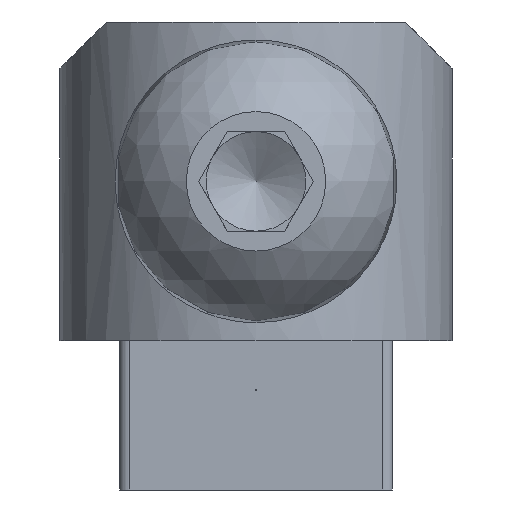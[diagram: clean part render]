
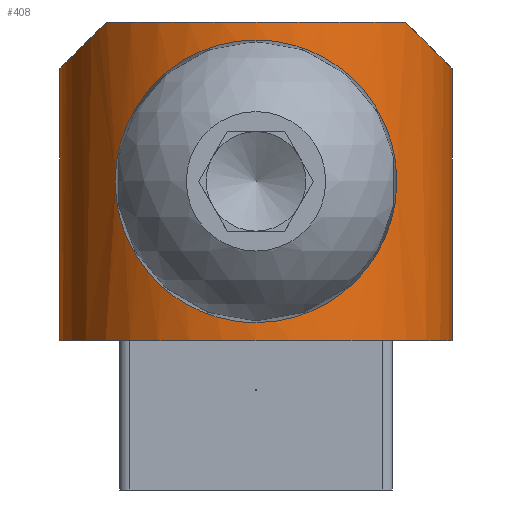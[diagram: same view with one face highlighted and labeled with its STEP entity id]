
A CAD part, left-side view. The second image highlights one B-rep face of the part: STEP entity #408.
In plain terms, the highlighted cylindrical face has radius 9.85 mm (diameter 19.7 mm), a full revolution.
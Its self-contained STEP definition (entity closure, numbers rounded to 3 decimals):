
#112=CARTESIAN_POINT('',(9.023,3.95,2.0));
#113=VERTEX_POINT('',#112);
#114=CARTESIAN_POINT('',(9.023,-3.95,2.0));
#115=VERTEX_POINT('',#114);
#116=CARTESIAN_POINT('',(0.0,0.0,2.0));
#117=DIRECTION('',(0.0,0.0,-1.0));
#118=DIRECTION('',(-1.0,0.0,0.0));
#119=AXIS2_PLACEMENT_3D('',#116,#117,#118);
#120=CIRCLE('',#119,9.85);
#121=EDGE_CURVE('',#113,#115,#120,.T.);
#207=CARTESIAN_POINT('',(-9.85,0.,0.904));
#208=VERTEX_POINT('',#207);
#209=CARTESIAN_POINT('',(-9.85,0.,15.096));
#210=VERTEX_POINT('',#209);
#211=CARTESIAN_POINT('',(-9.85,0.,0.904));
#212=CARTESIAN_POINT('',(-9.85,-0.929,0.904));
#213=CARTESIAN_POINT('',(-9.708,-1.897,1.099));
#214=CARTESIAN_POINT('',(-9.199,-3.636,1.84));
#215=CARTESIAN_POINT('',(-8.836,-4.408,2.385));
#216=CARTESIAN_POINT('',(-8.118,-5.624,3.611));
#217=CARTESIAN_POINT('',(-7.706,-6.154,4.383));
#218=CARTESIAN_POINT('',(-7.069,-6.877,6.105));
#219=CARTESIAN_POINT('',(-6.859,-7.07,7.06));
#220=CARTESIAN_POINT('',(-6.859,-7.07,8.0));
#221=CARTESIAN_POINT('',(-6.859,-7.07,8.94));
#222=CARTESIAN_POINT('',(-7.069,-6.877,9.895));
#223=CARTESIAN_POINT('',(-7.706,-6.154,11.617));
#224=CARTESIAN_POINT('',(-8.118,-5.624,12.389));
#225=CARTESIAN_POINT('',(-8.836,-4.408,13.615));
#226=CARTESIAN_POINT('',(-9.199,-3.636,14.16));
#227=CARTESIAN_POINT('',(-9.708,-1.897,14.901));
#228=CARTESIAN_POINT('',(-9.85,-0.929,15.096));
#229=CARTESIAN_POINT('',(-9.85,0.,15.096));
#230=B_SPLINE_CURVE_WITH_KNOTS('',3,(#211,#212,#213,#214,#215,#216,#217,#218,#219,#220,#221,#222,#223,#224,#225,#226,#227,#228,#229),.UNSPECIFIED.,.F.,.U.,(4,2,2,2,3,2,2,2,4),(-1.122,-0.843,-0.564,-0.282,0.0,0.282,0.564,0.843,1.122),.UNSPECIFIED.);
#231=EDGE_CURVE('',#208,#210,#230,.T.);
#233=CARTESIAN_POINT('',(-9.85,0.,15.096));
#234=CARTESIAN_POINT('',(-9.85,0.929,15.096));
#235=CARTESIAN_POINT('',(-9.708,1.897,14.901));
#236=CARTESIAN_POINT('',(-9.199,3.636,14.16));
#237=CARTESIAN_POINT('',(-8.836,4.408,13.615));
#238=CARTESIAN_POINT('',(-8.118,5.624,12.389));
#239=CARTESIAN_POINT('',(-7.706,6.154,11.617));
#240=CARTESIAN_POINT('',(-7.069,6.877,9.895));
#241=CARTESIAN_POINT('',(-6.859,7.07,8.94));
#242=CARTESIAN_POINT('',(-6.859,7.07,7.06));
#243=CARTESIAN_POINT('',(-7.069,6.877,6.105));
#244=CARTESIAN_POINT('',(-7.706,6.154,4.383));
#245=CARTESIAN_POINT('',(-8.118,5.624,3.611));
#246=CARTESIAN_POINT('',(-8.836,4.408,2.385));
#247=CARTESIAN_POINT('',(-9.199,3.636,1.84));
#248=CARTESIAN_POINT('',(-9.708,1.897,1.099));
#249=CARTESIAN_POINT('',(-9.85,0.929,0.904));
#250=CARTESIAN_POINT('',(-9.85,0.,0.904));
#251=B_SPLINE_CURVE_WITH_KNOTS('',3,(#233,#234,#235,#236,#237,#238,#239,#240,#241,#242,#243,#244,#245,#246,#247,#248,#249,#250),.UNSPECIFIED.,.F.,.U.,(4,2,2,2,2,2,2,2,4),(-3.365,-3.086,-2.807,-2.525,-2.243,-1.961,-1.679,-1.4,-1.122),.UNSPECIFIED.);
#252=EDGE_CURVE('',#210,#208,#251,.T.);
#265=CARTESIAN_POINT('',(9.85,0.,12.1));
#266=VERTEX_POINT('',#265);
#267=CARTESIAN_POINT('',(9.85,0.,3.9));
#268=VERTEX_POINT('',#267);
#269=CARTESIAN_POINT('',(9.85,0.,12.1));
#270=CARTESIAN_POINT('',(9.85,0.521,12.1));
#271=CARTESIAN_POINT('',(9.805,1.074,11.994));
#272=CARTESIAN_POINT('',(9.641,2.082,11.574));
#273=CARTESIAN_POINT('',(9.525,2.539,11.259));
#274=CARTESIAN_POINT('',(9.303,3.26,10.538));
#275=CARTESIAN_POINT('',(9.181,3.574,10.082));
#276=CARTESIAN_POINT('',(9.007,3.994,9.074));
#277=CARTESIAN_POINT('',(8.956,4.1,8.522));
#278=CARTESIAN_POINT('',(8.956,4.1,7.478));
#279=CARTESIAN_POINT('',(9.007,3.994,6.926));
#280=CARTESIAN_POINT('',(9.181,3.574,5.918));
#281=CARTESIAN_POINT('',(9.303,3.26,5.462));
#282=CARTESIAN_POINT('',(9.525,2.539,4.741));
#283=CARTESIAN_POINT('',(9.641,2.082,4.426));
#284=CARTESIAN_POINT('',(9.805,1.074,4.006));
#285=CARTESIAN_POINT('',(9.85,0.521,3.9));
#286=CARTESIAN_POINT('',(9.85,0.,3.9));
#287=B_SPLINE_CURVE_WITH_KNOTS('',3,(#269,#270,#271,#272,#273,#274,#275,#276,#277,#278,#279,#280,#281,#282,#283,#284,#285,#286),.UNSPECIFIED.,.F.,.U.,(4,2,2,2,2,2,2,2,4),(0.626,0.783,0.939,1.096,1.252,1.409,1.566,1.722,1.878),.UNSPECIFIED.);
#288=EDGE_CURVE('',#266,#268,#287,.T.);
#290=CARTESIAN_POINT('',(9.85,0.,3.9));
#291=CARTESIAN_POINT('',(9.85,-0.521,3.9));
#292=CARTESIAN_POINT('',(9.805,-1.074,4.006));
#293=CARTESIAN_POINT('',(9.641,-2.082,4.426));
#294=CARTESIAN_POINT('',(9.525,-2.539,4.741));
#295=CARTESIAN_POINT('',(9.303,-3.26,5.462));
#296=CARTESIAN_POINT('',(9.181,-3.574,5.918));
#297=CARTESIAN_POINT('',(9.007,-3.994,6.926));
#298=CARTESIAN_POINT('',(8.956,-4.1,7.478));
#299=CARTESIAN_POINT('',(8.956,-4.1,8.0));
#300=CARTESIAN_POINT('',(8.956,-4.1,8.522));
#301=CARTESIAN_POINT('',(9.007,-3.994,9.074));
#302=CARTESIAN_POINT('',(9.181,-3.574,10.082));
#303=CARTESIAN_POINT('',(9.303,-3.26,10.538));
#304=CARTESIAN_POINT('',(9.525,-2.539,11.259));
#305=CARTESIAN_POINT('',(9.641,-2.082,11.574));
#306=CARTESIAN_POINT('',(9.805,-1.074,11.994));
#307=CARTESIAN_POINT('',(9.85,-0.521,12.1));
#308=CARTESIAN_POINT('',(9.85,0.,12.1));
#309=B_SPLINE_CURVE_WITH_KNOTS('',3,(#290,#291,#292,#293,#294,#295,#296,#297,#298,#299,#300,#301,#302,#303,#304,#305,#306,#307,#308),.UNSPECIFIED.,.F.,.U.,(4,2,2,2,3,2,2,2,4),(1.878,2.035,2.191,2.348,2.505,2.661,2.818,2.974,3.131),.UNSPECIFIED.);
#310=EDGE_CURVE('',#268,#266,#309,.T.);
#315=CARTESIAN_POINT('',(0.0,0.0,16.0));
#316=DIRECTION('',(0.0,0.0,1.0));
#317=DIRECTION('',(-1.0,0.0,0.0));
#318=AXIS2_PLACEMENT_3D('',#315,#316,#317);
#319=CYLINDRICAL_SURFACE('',#318,9.85);
#320=CARTESIAN_POINT('',(-6.385,7.5,16.0));
#321=VERTEX_POINT('',#320);
#322=CARTESIAN_POINT('',(-6.385,-7.5,16.0));
#323=VERTEX_POINT('',#322);
#324=CARTESIAN_POINT('',(0.0,0.0,16.0));
#325=DIRECTION('',(0.0,0.0,1.0));
#326=DIRECTION('',(1.0,0.0,0.0));
#327=AXIS2_PLACEMENT_3D('',#324,#325,#326);
#328=CIRCLE('',#327,9.85);
#329=EDGE_CURVE('',#321,#323,#328,.T.);
#330=ORIENTED_EDGE('',*,*,#329,.F.);
#331=CARTESIAN_POINT('',(6.385,7.5,16.0));
#332=VERTEX_POINT('',#331);
#333=CARTESIAN_POINT('',(0.,0.,23.5));
#334=DIRECTION('',(0.0,0.707,0.707));
#335=DIRECTION('',(0.,-0.707,0.707));
#336=AXIS2_PLACEMENT_3D('',#333,#334,#335);
#337=ELLIPSE('',#336,13.93,9.85);
#338=EDGE_CURVE('',#332,#321,#337,.T.);
#339=ORIENTED_EDGE('',*,*,#338,.F.);
#340=CARTESIAN_POINT('',(6.385,-7.5,16.0));
#341=VERTEX_POINT('',#340);
#342=CARTESIAN_POINT('',(0.0,0.0,16.0));
#343=DIRECTION('',(0.0,0.0,1.0));
#344=DIRECTION('',(1.0,0.0,0.0));
#345=AXIS2_PLACEMENT_3D('',#342,#343,#344);
#346=CIRCLE('',#345,9.85);
#347=EDGE_CURVE('',#341,#332,#346,.T.);
#348=ORIENTED_EDGE('',*,*,#347,.F.);
#349=CARTESIAN_POINT('',(0.,0.,23.5));
#350=DIRECTION('',(0.0,-0.707,0.707));
#351=DIRECTION('',(0.,-0.707,-0.707));
#352=AXIS2_PLACEMENT_3D('',#349,#350,#351);
#353=ELLIPSE('',#352,13.93,9.85);
#354=EDGE_CURVE('',#323,#341,#353,.T.);
#355=ORIENTED_EDGE('',*,*,#354,.F.);
#356=EDGE_LOOP('',(#330,#339,#348,#355));
#357=FACE_OUTER_BOUND('',#356,.T.);
#358=ORIENTED_EDGE('',*,*,#231,.F.);
#359=ORIENTED_EDGE('',*,*,#252,.F.);
#360=EDGE_LOOP('',(#358,#359));
#361=FACE_BOUND('',#360,.T.);
#362=CARTESIAN_POINT('',(-9.85,0.0,0.0));
#363=VERTEX_POINT('',#362);
#364=CARTESIAN_POINT('',(0.0,0.0,0.0));
#365=DIRECTION('',(0.0,0.0,1.0));
#366=DIRECTION('',(1.0,0.0,0.0));
#367=AXIS2_PLACEMENT_3D('',#364,#365,#366);
#368=CIRCLE('',#367,9.85);
#369=EDGE_CURVE('',#363,#363,#368,.T.);
#370=ORIENTED_EDGE('',*,*,#369,.T.);
#371=EDGE_LOOP('',(#370));
#372=FACE_BOUND('',#371,.T.);
#373=ORIENTED_EDGE('',*,*,#121,.T.);
#374=CARTESIAN_POINT('',(9.023,-3.95,3.9));
#375=VERTEX_POINT('',#374);
#376=CARTESIAN_POINT('',(9.023,-3.95,3.9));
#377=DIRECTION('',(0.0,0.0,-1.0));
#378=VECTOR('',#377,1.9);
#379=LINE('',#376,#378);
#380=EDGE_CURVE('',#375,#115,#379,.T.);
#381=ORIENTED_EDGE('',*,*,#380,.F.);
#382=CARTESIAN_POINT('',(0.0,0.0,3.9));
#383=DIRECTION('',(0.0,0.0,-1.0));
#384=DIRECTION('',(0.0,-1.0,0.0));
#385=AXIS2_PLACEMENT_3D('',#382,#383,#384);
#386=CIRCLE('',#385,9.85);
#387=EDGE_CURVE('',#268,#375,#386,.T.);
#388=ORIENTED_EDGE('',*,*,#387,.F.);
#389=ORIENTED_EDGE('',*,*,#310,.T.);
#390=ORIENTED_EDGE('',*,*,#288,.T.);
#391=CARTESIAN_POINT('',(9.023,3.95,3.9));
#392=VERTEX_POINT('',#391);
#393=CARTESIAN_POINT('',(0.0,0.0,3.9));
#394=DIRECTION('',(0.0,0.0,-1.0));
#395=DIRECTION('',(0.0,-1.0,0.0));
#396=AXIS2_PLACEMENT_3D('',#393,#394,#395);
#397=CIRCLE('',#396,9.85);
#398=EDGE_CURVE('',#392,#268,#397,.T.);
#399=ORIENTED_EDGE('',*,*,#398,.F.);
#400=CARTESIAN_POINT('',(9.023,3.95,2.0));
#401=DIRECTION('',(0.0,0.0,1.0));
#402=VECTOR('',#401,1.9);
#403=LINE('',#400,#402);
#404=EDGE_CURVE('',#113,#392,#403,.T.);
#405=ORIENTED_EDGE('',*,*,#404,.F.);
#406=EDGE_LOOP('',(#373,#381,#388,#389,#390,#399,#405));
#407=FACE_BOUND('',#406,.T.);
#408=ADVANCED_FACE('',(#357,#361,#372,#407),#319,.T.);
